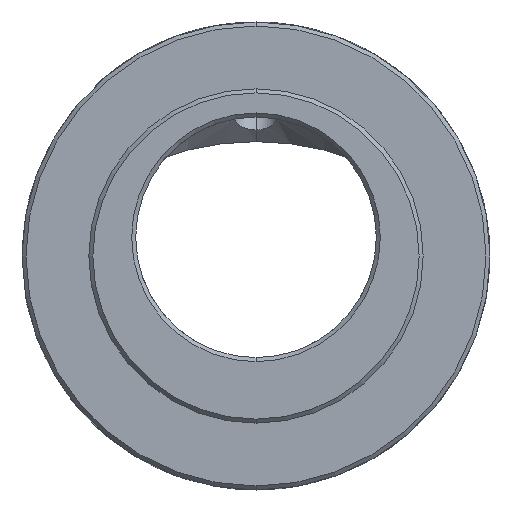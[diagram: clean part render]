
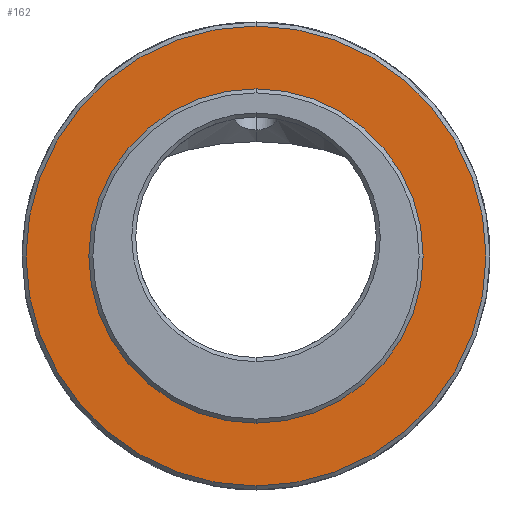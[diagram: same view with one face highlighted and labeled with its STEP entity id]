
A CAD part, front view. The second image highlights one B-rep face of the part: STEP entity #162.
In plain terms, the highlighted planar face has unit normal (0, -1, 0).
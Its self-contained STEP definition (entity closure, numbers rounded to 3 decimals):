
#42 = CIRCLE ( 'NONE', #2305, 17.2 ) ;
#81 = CARTESIAN_POINT ( 'NONE',  ( -8.465, -19.06, 28.1 ) ) ;
#151 = DIRECTION ( 'NONE',  ( 0., -1., 0. ) ) ;
#162 = ADVANCED_FACE ( 'NONE', ( #465, #3237 ), #2959, .T. ) ;
#216 = CIRCLE ( 'NONE', #1890, 12.5 ) ;
#322 = DIRECTION ( 'NONE',  ( 0., 0., -1. ) ) ;
#417 = EDGE_CURVE ( 'NONE', #3609, #983, #216, .T. ) ;
#462 = DIRECTION ( 'NONE',  ( 0., -1., 0. ) ) ;
#465 = FACE_OUTER_BOUND ( 'NONE', #2376, .T. ) ;
#517 = CIRCLE ( 'NONE', #3751, 12.5 ) ;
#572 = CARTESIAN_POINT ( 'NONE',  ( -8.465, -19.06, 23.4 ) ) ;
#803 = DIRECTION ( 'NONE',  ( 0., -1., 0. ) ) ;
#983 = VERTEX_POINT ( 'NONE', #81 ) ;
#1212 = CARTESIAN_POINT ( 'NONE',  ( -8.465, -19.06, 57.8 ) ) ;
#1271 = ORIENTED_EDGE ( 'NONE', *, *, #417, .F. ) ;
#1381 = CIRCLE ( 'NONE', #3464, 17.2 ) ;
#1577 = DIRECTION ( 'NONE',  ( 0., -1., 0. ) ) ;
#1649 = CARTESIAN_POINT ( 'NONE',  ( -8.465, -19.06, 40.6 ) ) ;
#1775 = VERTEX_POINT ( 'NONE', #572 ) ;
#1876 = DIRECTION ( 'NONE',  ( 0., 0., -1. ) ) ;
#1890 = AXIS2_PLACEMENT_3D ( 'NONE', #3393, #1577, #322 ) ;
#1893 = CARTESIAN_POINT ( 'NONE',  ( -8.465, -19.06, 53.1 ) ) ;
#1925 = AXIS2_PLACEMENT_3D ( 'NONE', #3589, #803, #3280 ) ;
#1983 = ORIENTED_EDGE ( 'NONE', *, *, #3156, .T. ) ;
#1998 = CARTESIAN_POINT ( 'NONE',  ( -8.465, -19.06, 40.6 ) ) ;
#2305 = AXIS2_PLACEMENT_3D ( 'NONE', #2479, #3675, #1876 ) ;
#2376 = EDGE_LOOP ( 'NONE', ( #3660, #1983 ) ) ;
#2479 = CARTESIAN_POINT ( 'NONE',  ( -8.465, -19.06, 40.6 ) ) ;
#2486 = EDGE_CURVE ( 'NONE', #983, #3609, #517, .T. ) ;
#2568 = ORIENTED_EDGE ( 'NONE', *, *, #2486, .F. ) ;
#2650 = DIRECTION ( 'NONE',  ( 0., 0., -1. ) ) ;
#2959 = PLANE ( 'NONE',  #1925 ) ;
#3156 = EDGE_CURVE ( 'NONE', #1775, #3923, #42, .T. ) ;
#3237 = FACE_BOUND ( 'NONE', #3888, .T. ) ;
#3280 = DIRECTION ( 'NONE',  ( 0., 0., -1. ) ) ;
#3393 = CARTESIAN_POINT ( 'NONE',  ( -8.465, -19.06, 40.6 ) ) ;
#3464 = AXIS2_PLACEMENT_3D ( 'NONE', #1998, #462, #2650 ) ;
#3532 = DIRECTION ( 'NONE',  ( 0., 0., -1. ) ) ;
#3589 = CARTESIAN_POINT ( 'NONE',  ( -8.465, -19.06, 40.6 ) ) ;
#3609 = VERTEX_POINT ( 'NONE', #1893 ) ;
#3660 = ORIENTED_EDGE ( 'NONE', *, *, #3839, .T. ) ;
#3675 = DIRECTION ( 'NONE',  ( 0., -1., 0. ) ) ;
#3751 = AXIS2_PLACEMENT_3D ( 'NONE', #1649, #151, #3532 ) ;
#3839 = EDGE_CURVE ( 'NONE', #3923, #1775, #1381, .T. ) ;
#3888 = EDGE_LOOP ( 'NONE', ( #2568, #1271 ) ) ;
#3923 = VERTEX_POINT ( 'NONE', #1212 ) ;
